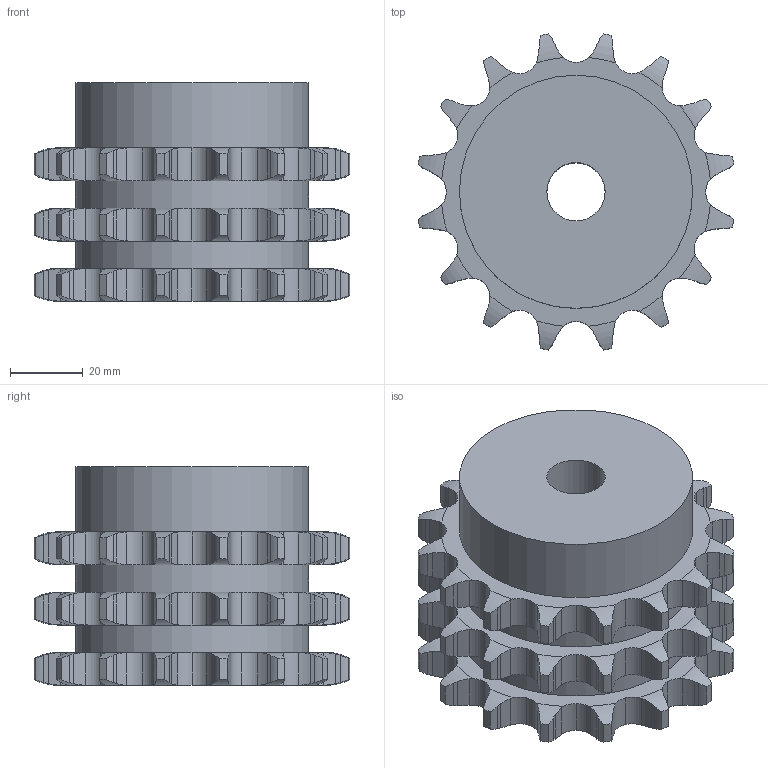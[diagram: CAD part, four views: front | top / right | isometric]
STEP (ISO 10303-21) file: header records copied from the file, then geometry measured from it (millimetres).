
FILE_DESCRIPTION(('FreeCAD Model'),'2;1');
FILE_NAME('Open CASCADE Shape Model','2021-10-03T09:58:50',('FreeCAD'),( 'FreeCAD'),'Open CASCADE STEP processor 7.4','FreeCAD','Unknown');
FILE_SCHEMA(('AUTOMOTIVE_DESIGN { 1 0 10303 214 1 1 1 1 }'));
Products named in the file (1): Open CASCADE STEP translator 7.4 9
Bounding box: 86.72 x 86.72 x 60 mm (x, y, z)
Volume: 220393.5 mm3; surface area: 34573.4 mm2
Topology: 1 solids, 1 shells, 540 faces, 1597 edges, 1065 vertices
Faces by surface type: cylinder 340, plane 104, torus 96
Full cylindrical faces by diameter (mm): 16 x1, 64 x3
Entity records: 48303 total; most frequent: CARTESIAN_POINT 21031, DIRECTION 3782, ORIENTED_EDGE 3194, PCURVE 3194, DEFINITIONAL_REPRESENTATION 3194, B_SPLINE_CURVE_WITH_KNOTS 2304, LINE 1796, VECTOR 1796
